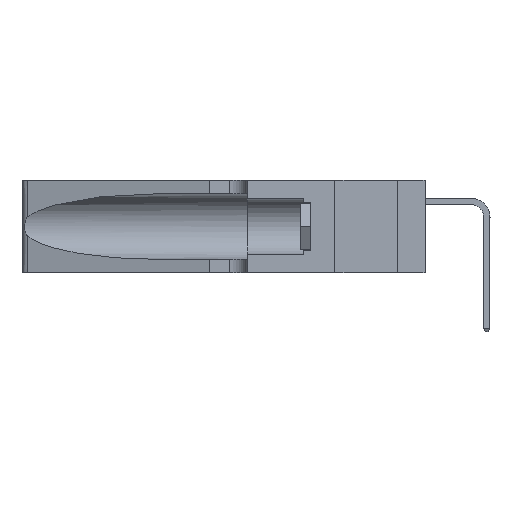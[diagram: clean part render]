
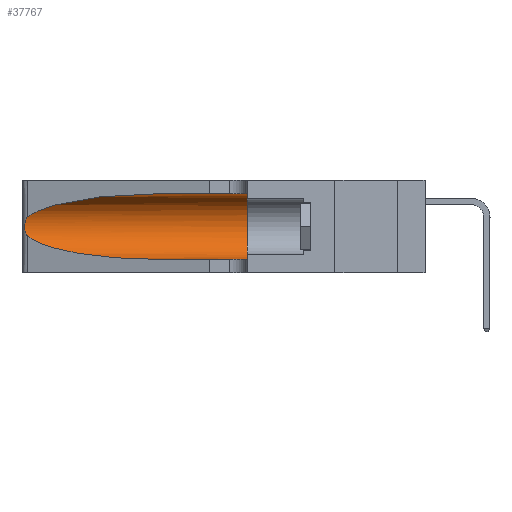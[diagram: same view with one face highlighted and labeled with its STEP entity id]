
A CAD part, left-side view. The second image highlights one B-rep face of the part: STEP entity #37767.
In plain terms, the highlighted cylindrical face has radius 3.308 mm (diameter 6.617 mm), a partial arc.
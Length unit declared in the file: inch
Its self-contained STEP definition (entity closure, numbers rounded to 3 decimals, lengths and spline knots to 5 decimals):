
#417 = CARTESIAN_POINT ( 'NONE',  ( 0.25555, 1.22994, 0.2215 ) ) ;
#696 = CARTESIAN_POINT ( 'NONE',  ( 0.25639, 1.23186, 0.15144 ) ) ;
#821 = AXIS2_PLACEMENT_3D ( 'NONE', #27406, #33315, #36228 ) ;
#1172 = ORIENTED_EDGE ( 'NONE', *, *, #19773, .T. ) ;
#1192 = ORIENTED_EDGE ( 'NONE', *, *, #7552, .T. ) ;
#2008 = CARTESIAN_POINT ( 'NONE',  ( 0.25487, 1.22718, 0.22369 ) ) ;
#2029 = CARTESIAN_POINT ( 'NONE',  ( 0.2373, 1.15595, 0.08982 ) ) ;
#2648 = DIRECTION ( 'NONE',  ( 0., -1., 0. ) ) ;
#3813 = CARTESIAN_POINT ( 'NONE',  ( 0.25487, 1.22718, 0.14631 ) ) ;
#4406 = CARTESIAN_POINT ( 'NONE',  ( 0.1305, 1.61858, 0.05475 ) ) ;
#4688 = VERTEX_POINT ( 'NONE', #23972 ) ;
#5475 = VERTEX_POINT ( 'NONE', #33814 ) ;
#5699 = ORIENTED_EDGE ( 'NONE', *, *, #17021, .F. ) ;
#6428 = FACE_OUTER_BOUND ( 'NONE', #33542, .T. ) ;
#6731 = CARTESIAN_POINT ( 'NONE',  ( 0.25639, 1.23184, 0.21858 ) ) ;
#7552 = EDGE_CURVE ( 'NONE', #22855, #5475, #13009, .T. ) ;
#7958 = VERTEX_POINT ( 'NONE', #27678 ) ;
#8042 = CARTESIAN_POINT ( 'NONE',  ( 0.18966, 0.96281, 0.31525 ) ) ;
#8905 =( BOUNDED_CURVE ( )  B_SPLINE_CURVE ( 3, ( #31692, #8042, #20012, #2008 ),
 .UNSPECIFIED., .F., .F. ) 
 B_SPLINE_CURVE_WITH_KNOTS ( ( 4, 4 ),
 ( 1.5708, 2.84003 ),
 .UNSPECIFIED. ) 
 CURVE ( )  GEOMETRIC_REPRESENTATION_ITEM ( )  RATIONAL_B_SPLINE_CURVE ( ( 1., 0.87, 0.87, 1. ) ) 
 REPRESENTATION_ITEM ( '' )  );
#9784 = CARTESIAN_POINT ( 'NONE',  ( 0.25854, 1.2359, 0.20912 ) ) ;
#10187 = LINE ( 'NONE', #17677, #33691 ) ;
#10520 = DIRECTION ( 'NONE',  ( 0., -1., 0. ) ) ;
#11127 = CARTESIAN_POINT ( 'NONE',  ( 0.1305, 0.35, 0.185 ) ) ;
#11212 = CARTESIAN_POINT ( 'NONE',  ( 0.18966, 0.96281, 0.05475 ) ) ;
#12823 = CARTESIAN_POINT ( 'NONE',  ( 0.26075, 1.23896, 0.19203 ) ) ;
#13009 =( BOUNDED_CURVE ( )  B_SPLINE_CURVE ( 3, ( #22960, #2029, #11212, #31831 ),
 .UNSPECIFIED., .F., .T. ) 
 B_SPLINE_CURVE_WITH_KNOTS ( ( 4, 4 ),
 ( 3.44316, 4.71239 ),
 .UNSPECIFIED. ) 
 CURVE ( )  GEOMETRIC_REPRESENTATION_ITEM ( )  RATIONAL_B_SPLINE_CURVE ( ( 1., 0.87, 0.87, 1. ) ) 
 REPRESENTATION_ITEM ( '' )  );
#13061 = VECTOR ( 'NONE', #10520, 39.37008 ) ;
#14126 = DIRECTION ( 'NONE',  ( 0., 0., 1. ) ) ;
#15266 = CIRCLE ( 'NONE', #23251, 0.13025 ) ;
#15776 = CARTESIAN_POINT ( 'NONE',  ( 0.26017, 1.23833, 0.17102 ) ) ;
#16503 = EDGE_CURVE ( 'NONE', #4688, #33338, #10187, .T. ) ;
#17021 = EDGE_CURVE ( 'NONE', #33338, #23445, #15266, .T. ) ;
#17677 = CARTESIAN_POINT ( 'NONE',  ( 0.1305, 1.61858, 0.31525 ) ) ;
#18748 = CARTESIAN_POINT ( 'NONE',  ( 0.25789, 1.23486, 0.15765 ) ) ;
#19773 = EDGE_CURVE ( 'NONE', #4688, #7958, #8905, .T. ) ;
#20012 = CARTESIAN_POINT ( 'NONE',  ( 0.2373, 1.15595, 0.28018 ) ) ;
#20238 = ORIENTED_EDGE ( 'NONE', *, *, #22394, .T. ) ;
#20291 = ORIENTED_EDGE ( 'NONE', *, *, #16503, .F. ) ;
#20589 = ORIENTED_EDGE ( 'NONE', *, *, #30274, .T. ) ;
#20896 = LINE ( 'NONE', #4406, #13061 ) ;
#21437 = CARTESIAN_POINT ( 'NONE',  ( 0.25487, 1.22718, 0.22369 ) ) ;
#21695 = CARTESIAN_POINT ( 'NONE',  ( 0.25555, 1.22993, 0.14849 ) ) ;
#22394 = EDGE_CURVE ( 'NONE', #5475, #23445, #20896, .T. ) ;
#22671 = B_SPLINE_CURVE_WITH_KNOTS ( 'NONE', 3,
 ( #21437, #417, #6731, #27449, #9784, #30427, #12823, #33352, #15776, #36267, #18748, #696, #21695, #3813 ),
 .UNSPECIFIED., .F., .F.,
 ( 4, 2, 2, 2, 2, 2, 4 ),
 ( 0., 0.00027, 0.00053, 0.00107, 0.0016, 0.00187, 0.00214 ),
 .UNSPECIFIED. ) ;
#22855 = VERTEX_POINT ( 'NONE', #24408 ) ;
#22960 = CARTESIAN_POINT ( 'NONE',  ( 0.25487, 1.22718, 0.14631 ) ) ;
#23251 = AXIS2_PLACEMENT_3D ( 'NONE', #11127, #31744, #14126 ) ;
#23445 = VERTEX_POINT ( 'NONE', #33356 ) ;
#23972 = CARTESIAN_POINT ( 'NONE',  ( 0.1305, 0.72297, 0.31525 ) ) ;
#24408 = CARTESIAN_POINT ( 'NONE',  ( 0.25487, 1.22718, 0.14631 ) ) ;
#26621 = CARTESIAN_POINT ( 'NONE',  ( 0.1305, 0.35, 0.31525 ) ) ;
#27406 = CARTESIAN_POINT ( 'NONE',  ( 0.1305, 1.61858, 0.185 ) ) ;
#27449 = CARTESIAN_POINT ( 'NONE',  ( 0.25787, 1.23484, 0.2124 ) ) ;
#27678 = CARTESIAN_POINT ( 'NONE',  ( 0.25487, 1.22718, 0.22369 ) ) ;
#30274 = EDGE_CURVE ( 'NONE', #7958, #22855, #22671, .T. ) ;
#30427 = CARTESIAN_POINT ( 'NONE',  ( 0.26018, 1.23835, 0.19895 ) ) ;
#31692 = CARTESIAN_POINT ( 'NONE',  ( 0.1305, 0.72297, 0.31525 ) ) ;
#31744 = DIRECTION ( 'NONE',  ( 0., 1., 0. ) ) ;
#31831 = CARTESIAN_POINT ( 'NONE',  ( 0.1305, 0.72297, 0.05475 ) ) ;
#33315 = DIRECTION ( 'NONE',  ( 0., -1., 0. ) ) ;
#33338 = VERTEX_POINT ( 'NONE', #26621 ) ;
#33352 = CARTESIAN_POINT ( 'NONE',  ( 0.26075, 1.23896, 0.178 ) ) ;
#33356 = CARTESIAN_POINT ( 'NONE',  ( 0.1305, 0.35, 0.05475 ) ) ;
#33542 = EDGE_LOOP ( 'NONE', ( #1172, #20589, #1192, #20238, #5699, #20291 ) ) ;
#33691 = VECTOR ( 'NONE', #2648, 39.37008 ) ;
#33814 = CARTESIAN_POINT ( 'NONE',  ( 0.1305, 0.72297, 0.05475 ) ) ;
#36228 = DIRECTION ( 'NONE',  ( 0., 0., -1. ) ) ;
#36267 = CARTESIAN_POINT ( 'NONE',  ( 0.25856, 1.23593, 0.16098 ) ) ;
#36889 = CYLINDRICAL_SURFACE ( 'NONE', #821, 0.13025 ) ;
#37767 = ADVANCED_FACE ( 'NONE', ( #6428 ), #36889, .F. ) ;
